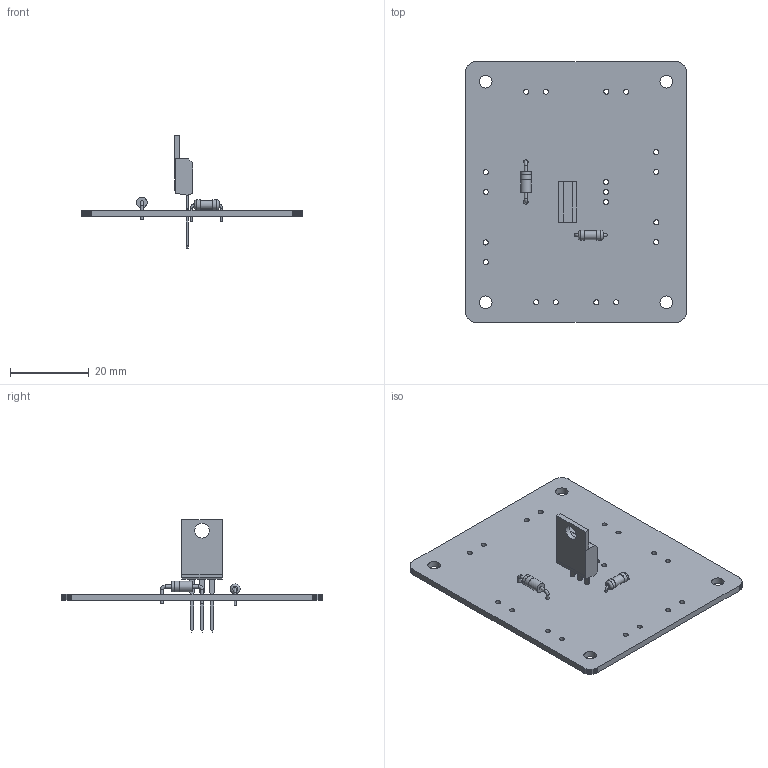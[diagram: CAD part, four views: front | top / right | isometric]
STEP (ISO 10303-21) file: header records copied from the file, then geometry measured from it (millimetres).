
FILE_DESCRIPTION(('KiCad electronic assembly'),'2;1');
FILE_NAME('PCBAdas.step','2024-07-08T11:45:36',('Pcbnew'),('Kicad'), 'Open CASCADE STEP processor 7.7','KiCad to STEP converter','Unknown' );
FILE_SCHEMA(('AUTOMOTIVE_DESIGN { 1 0 10303 214 1 1 1 1 }'));
Length unit declared in the file: millimetre
Products named in the file (8): PCBAdas 1; TO-220-3_Vertical; SOLID; R_Axial_DIN0207_L6.3mm_D2.5mm_P7.62mm_Horizontal; D_DO-41_SOD81_P10.16mm_Horizontal; PCBAdas PCB
Assembly tree (7 placements, depth 3):
  PCBAdas 1
    TO-220-3_Vertical
      SOLID
    R_Axial_DIN0207_L6.3mm_D2.5mm_P7.62mm_Horizontal
      SOLID
    D_DO-41_SOD81_P10.16mm_Horizontal
      SOLID
    PCBAdas PCB
Bounding box: 55.88 x 66.04 x 28.52 mm (x, y, z)
Volume: 6347.6 mm3; surface area: 8604.4 mm2
Topology: 4 solids, 4 shells, 166 faces, 442 edges, 292 vertices
Faces by surface type: plane 117, cylinder 43, torus 6
Full cylindrical faces by diameter (mm): 0.6 x2, 0.8 x6, 1.1 x5, 1.27 x3, 1.295 x16, 2.25 x1, 2.5 x2, 2.7 x2, 2.72 x1, 3.2 x4, 3.735 x1
Entity records: 13057 total; most frequent: CARTESIAN_POINT 3358, DIRECTION 1693, LINE 1146, VECTOR 1146, ORIENTED_EDGE 884, PCURVE 884, DEFINITIONAL_REPRESENTATION 884, EDGE_CURVE 442
